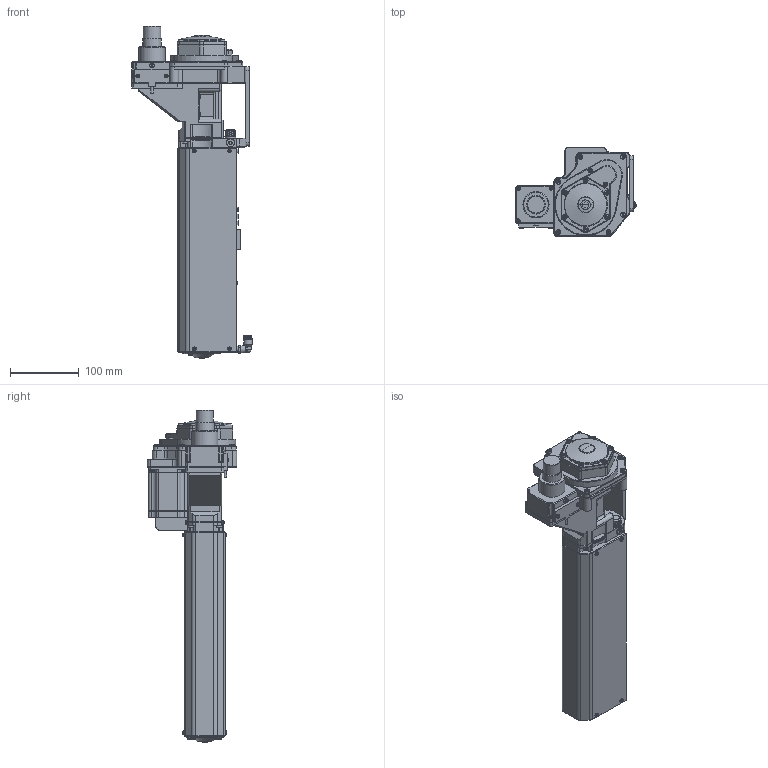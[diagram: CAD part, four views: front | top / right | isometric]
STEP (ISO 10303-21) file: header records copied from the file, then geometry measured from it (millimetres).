
FILE_DESCRIPTION(/* description */ (''),/* implementation_level */ '2;1');
FILE_NAME(/* name */ '5fb273178641b614cbae5ad6',/* time_stamp */ '2020-11-16T12:39:54+00:00',/* author */ (''),/* organization */ (''),/* preprocessor_version */ 'ST-DEVELOPER v16.7',/* originating_system */ $,/* authorisation */ $);
FILE_SCHEMA (('AUTOMOTIVE_DESIGN {1 0 10303 214 3 1 1}'));
Products named in the file (3): Mounting Plate; Pulsar Charlie; Ref
Bounding box: 175.72 x 130.44 x 484.41 mm (x, y, z)
Volume: 2801625 mm3; surface area: 226290.8 mm2
Topology: 3 solids, 10 shells, 2512 faces, 6062 edges, 3664 vertices
Faces by surface type: plane 1484, cylinder 728, cone 248, torus 41, bspline 10, sphere 1
Full cylindrical faces by diameter (mm): 3.5 x1, 3.8 x2, 4 x7, 4.2 x3, 4.5 x2, 4.85 x2, 5.5 x28, 6 x1, 7 x25, 7.8 x2, 8 x3, 8.1 x1, 8.5 x1, 10 x1, 10.5 x1, 11.2 x1, 11.3 x2, 11.5 x2, 11.8 x1, 12 x1, 12.5 x1, 15 x2, 16 x1, 25.4 x1, 27.4 x1, 38.1 x1, 54.75 x1, 62.187 x1
Entity records: 73158 total; most frequent: CARTESIAN_POINT 17340, DIRECTION 11525, ORIENTED_EDGE 11394, EDGE_CURVE 5697, AXIS2_PLACEMENT_3D 4016, VERTEX_POINT 3608, LINE 3493, VECTOR 3493
